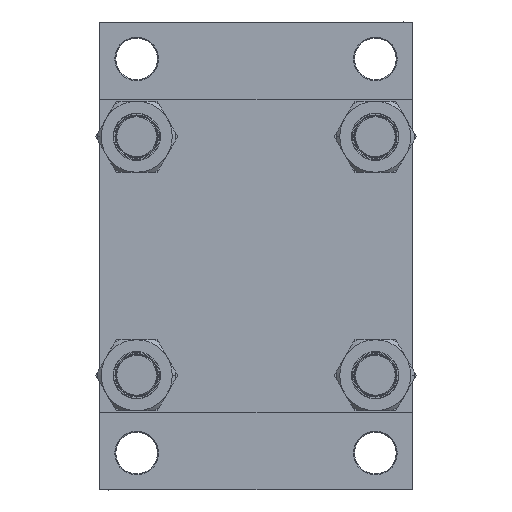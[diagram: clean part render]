
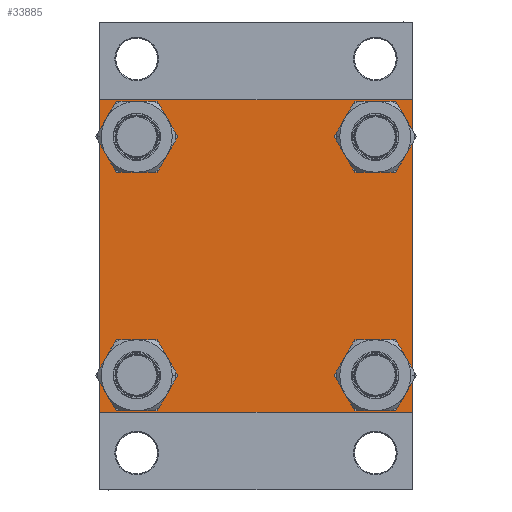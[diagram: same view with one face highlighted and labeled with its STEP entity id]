
A CAD part, left-side view. The second image highlights one B-rep face of the part: STEP entity #33885.
In plain terms, the highlighted planar face has unit normal (-1, 0, 0).
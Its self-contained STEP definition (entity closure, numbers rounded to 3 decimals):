
#229 = ORIENTED_EDGE ( 'NONE', *, *, #43002, .T. ) ;
#586 = LINE ( 'NONE', #33370, #18068 ) ;
#1165 = CARTESIAN_POINT ( 'NONE',  ( 0., 62.95, -74.45 ) ) ;
#1349 = CARTESIAN_POINT ( 'NONE',  ( 0., 82., -82.5 ) ) ;
#1442 = DIRECTION ( 'NONE',  ( 0., -0.707, -0.707 ) ) ;
#1520 = DIRECTION ( 'NONE',  ( 0., 0., 1. ) ) ;
#1741 = ORIENTED_EDGE ( 'NONE', *, *, #37118, .T. ) ;
#2116 = CARTESIAN_POINT ( 'NONE',  ( 0., -62.95, -62.95 ) ) ;
#2879 = VERTEX_POINT ( 'NONE', #31668 ) ;
#3026 = LINE ( 'NONE', #39677, #45729 ) ;
#3994 = CARTESIAN_POINT ( 'NONE',  ( 0., -62.95, 62.95 ) ) ;
#4208 = DIRECTION ( 'NONE',  ( 0., -0.707, 0.707 ) ) ;
#4289 = CARTESIAN_POINT ( 'NONE',  ( 0., 62.95, -62.95 ) ) ;
#4395 = ORIENTED_EDGE ( 'NONE', *, *, #5354, .T. ) ;
#4735 = CARTESIAN_POINT ( 'NONE',  ( 0., 62.95, 51.45 ) ) ;
#5354 = EDGE_CURVE ( 'NONE', #15900, #36012, #9818, .T. ) ;
#5357 = ORIENTED_EDGE ( 'NONE', *, *, #9979, .T. ) ;
#6135 = CARTESIAN_POINT ( 'NONE',  ( 0., 82.5, -82. ) ) ;
#6174 = DIRECTION ( 'NONE',  ( 0., 0., -1. ) ) ;
#6565 = AXIS2_PLACEMENT_3D ( 'NONE', #3994, #33629, #11469 ) ;
#6639 = EDGE_LOOP ( 'NONE', ( #47030, #41764 ) ) ;
#7318 = CIRCLE ( 'NONE', #19623, 11.5 ) ;
#7647 = EDGE_CURVE ( 'NONE', #41651, #26245, #32312, .T. ) ;
#8093 = DIRECTION ( 'NONE',  ( 0., 0., -1. ) ) ;
#8246 = EDGE_CURVE ( 'NONE', #32525, #26245, #586, .T. ) ;
#8582 = ORIENTED_EDGE ( 'NONE', *, *, #9688, .T. ) ;
#8604 = DIRECTION ( 'NONE',  ( 0., 0.707, -0.707 ) ) ;
#8770 = DIRECTION ( 'NONE',  ( 1., 0., 0. ) ) ;
#8772 = EDGE_LOOP ( 'NONE', ( #229, #5357 ) ) ;
#8883 = ORIENTED_EDGE ( 'NONE', *, *, #40462, .T. ) ;
#8899 = EDGE_CURVE ( 'NONE', #11870, #47513, #7318, .T. ) ;
#9688 = EDGE_CURVE ( 'NONE', #17540, #45957, #10413, .T. ) ;
#9818 = LINE ( 'NONE', #10284, #39536 ) ;
#9832 = DIRECTION ( 'NONE',  ( 1., 0., 0. ) ) ;
#9979 = EDGE_CURVE ( 'NONE', #16124, #34268, #27327, .T. ) ;
#10135 = EDGE_CURVE ( 'NONE', #14655, #34629, #34609, .T. ) ;
#10284 = CARTESIAN_POINT ( 'NONE',  ( 0., 82.5, -82.5 ) ) ;
#10413 = CIRCLE ( 'NONE', #31983, 11.5 ) ;
#11469 = DIRECTION ( 'NONE',  ( 0., 0., 1. ) ) ;
#11657 = CARTESIAN_POINT ( 'NONE',  ( 0., 62.95, 62.95 ) ) ;
#11789 = DIRECTION ( 'NONE',  ( 0., 0., 1. ) ) ;
#11870 = VERTEX_POINT ( 'NONE', #1165 ) ;
#12265 = DIRECTION ( 'NONE',  ( 0., 0., 1. ) ) ;
#12278 = FACE_BOUND ( 'NONE', #6639, .T. ) ;
#12312 = CARTESIAN_POINT ( 'NONE',  ( 0., -82., -82.5 ) ) ;
#12320 = CARTESIAN_POINT ( 'NONE',  ( 0., 82.5, 82. ) ) ;
#12373 = ORIENTED_EDGE ( 'NONE', *, *, #23575, .T. ) ;
#12450 = LINE ( 'NONE', #16076, #33648 ) ;
#12615 = CARTESIAN_POINT ( 'NONE',  ( 0., 82., 82.5 ) ) ;
#13697 = ORIENTED_EDGE ( 'NONE', *, *, #10135, .T. ) ;
#13851 = EDGE_CURVE ( 'NONE', #47513, #11870, #25172, .T. ) ;
#14148 = ORIENTED_EDGE ( 'NONE', *, *, #43940, .T. ) ;
#14655 = VERTEX_POINT ( 'NONE', #12320 ) ;
#15286 = VECTOR ( 'NONE', #1442, 1000. ) ;
#15398 = EDGE_LOOP ( 'NONE', ( #1741, #19610 ) ) ;
#15403 = FACE_BOUND ( 'NONE', #31434, .T. ) ;
#15900 = VERTEX_POINT ( 'NONE', #1349 ) ;
#16076 = CARTESIAN_POINT ( 'NONE',  ( 0., 82.25, 82.25 ) ) ;
#16124 = VERTEX_POINT ( 'NONE', #33121 ) ;
#16128 = CARTESIAN_POINT ( 'NONE',  ( 0., 0., 0. ) ) ;
#17073 = ORIENTED_EDGE ( 'NONE', *, *, #17560, .T. ) ;
#17540 = VERTEX_POINT ( 'NONE', #4735 ) ;
#17560 = EDGE_CURVE ( 'NONE', #32525, #14655, #12450, .T. ) ;
#17717 = VECTOR ( 'NONE', #4208, 1000. ) ;
#18037 = AXIS2_PLACEMENT_3D ( 'NONE', #11657, #8770, #1520 ) ;
#18062 = CARTESIAN_POINT ( 'NONE',  ( 0., -82.5, -82. ) ) ;
#18068 = VECTOR ( 'NONE', #18906, 1000. ) ;
#18256 = DIRECTION ( 'NONE',  ( 1., 0., 0. ) ) ;
#18906 = DIRECTION ( 'NONE',  ( 0., -1., 0. ) ) ;
#19142 = AXIS2_PLACEMENT_3D ( 'NONE', #41921, #23109, #12265 ) ;
#19610 = ORIENTED_EDGE ( 'NONE', *, *, #31410, .T. ) ;
#19623 = AXIS2_PLACEMENT_3D ( 'NONE', #25730, #18256, #32264 ) ;
#19822 = ORIENTED_EDGE ( 'NONE', *, *, #8246, .F. ) ;
#20472 = CARTESIAN_POINT ( 'NONE',  ( 0., -62.95, -74.45 ) ) ;
#21137 = CARTESIAN_POINT ( 'NONE',  ( 0., -82.5, 82. ) ) ;
#21293 = EDGE_CURVE ( 'NONE', #41651, #33740, #3026, .T. ) ;
#22053 = CARTESIAN_POINT ( 'NONE',  ( 0., -82.25, -82.25 ) ) ;
#22577 = CARTESIAN_POINT ( 'NONE',  ( 0., -82., 82.5 ) ) ;
#22890 = AXIS2_PLACEMENT_3D ( 'NONE', #16128, #30819, #11789 ) ;
#23109 = DIRECTION ( 'NONE',  ( 1., 0., 0. ) ) ;
#23575 = EDGE_CURVE ( 'NONE', #45957, #17540, #38081, .T. ) ;
#24349 = CIRCLE ( 'NONE', #39775, 11.5 ) ;
#25172 = CIRCLE ( 'NONE', #36732, 11.5 ) ;
#25606 = DIRECTION ( 'NONE',  ( 0., 0., 1. ) ) ;
#25730 = CARTESIAN_POINT ( 'NONE',  ( 0., 62.95, -62.95 ) ) ;
#25901 = CARTESIAN_POINT ( 'NONE',  ( 0., 62.95, -51.45 ) ) ;
#26152 = CIRCLE ( 'NONE', #40037, 11.5 ) ;
#26245 = VERTEX_POINT ( 'NONE', #22577 ) ;
#26554 = VERTEX_POINT ( 'NONE', #20472 ) ;
#26969 = PLANE ( 'NONE',  #22890 ) ;
#26994 = CARTESIAN_POINT ( 'NONE',  ( 0., 82.25, -82.25 ) ) ;
#27207 = EDGE_LOOP ( 'NONE', ( #13697, #8883, #4395, #14148, #28074, #36192, #19822, #17073 ) ) ;
#27327 = CIRCLE ( 'NONE', #6565, 11.5 ) ;
#27350 = CARTESIAN_POINT ( 'NONE',  ( 0., 82.5, 82.5 ) ) ;
#28074 = ORIENTED_EDGE ( 'NONE', *, *, #21293, .F. ) ;
#28682 = CARTESIAN_POINT ( 'NONE',  ( 0., -82.25, 82.25 ) ) ;
#30803 = DIRECTION ( 'NONE',  ( 0., 0., 1. ) ) ;
#30819 = DIRECTION ( 'NONE',  ( -1., 0., 0. ) ) ;
#31410 = EDGE_CURVE ( 'NONE', #26554, #2879, #24349, .T. ) ;
#31434 = EDGE_LOOP ( 'NONE', ( #12373, #8582 ) ) ;
#31668 = CARTESIAN_POINT ( 'NONE',  ( 0., -62.95, -51.45 ) ) ;
#31983 = AXIS2_PLACEMENT_3D ( 'NONE', #33439, #40464, #44559 ) ;
#32264 = DIRECTION ( 'NONE',  ( 0., 0., 1. ) ) ;
#32312 = LINE ( 'NONE', #28682, #38839 ) ;
#32525 = VERTEX_POINT ( 'NONE', #12615 ) ;
#32764 = VECTOR ( 'NONE', #8093, 1000. ) ;
#33121 = CARTESIAN_POINT ( 'NONE',  ( 0., -62.95, 51.45 ) ) ;
#33370 = CARTESIAN_POINT ( 'NONE',  ( 0., 82.5, 82.5 ) ) ;
#33439 = CARTESIAN_POINT ( 'NONE',  ( 0., 62.95, 62.95 ) ) ;
#33629 = DIRECTION ( 'NONE',  ( 1., 0., 0. ) ) ;
#33648 = VECTOR ( 'NONE', #8604, 1000. ) ;
#33721 = FACE_OUTER_BOUND ( 'NONE', #27207, .T. ) ;
#33740 = VERTEX_POINT ( 'NONE', #18062 ) ;
#33761 = CIRCLE ( 'NONE', #19142, 11.5 ) ;
#33885 = ADVANCED_FACE ( 'NONE', ( #34450, #45544, #12278, #15403, #33721 ), #26969, .T. ) ;
#34268 = VERTEX_POINT ( 'NONE', #36516 ) ;
#34450 = FACE_BOUND ( 'NONE', #8772, .T. ) ;
#34478 = LINE ( 'NONE', #26994, #15286 ) ;
#34609 = LINE ( 'NONE', #27350, #32764 ) ;
#34629 = VERTEX_POINT ( 'NONE', #6135 ) ;
#35760 = CARTESIAN_POINT ( 'NONE',  ( 0., -62.95, 62.95 ) ) ;
#36012 = VERTEX_POINT ( 'NONE', #12312 ) ;
#36192 = ORIENTED_EDGE ( 'NONE', *, *, #7647, .T. ) ;
#36516 = CARTESIAN_POINT ( 'NONE',  ( 0., -62.95, 74.45 ) ) ;
#36732 = AXIS2_PLACEMENT_3D ( 'NONE', #4289, #40711, #37074 ) ;
#37074 = DIRECTION ( 'NONE',  ( 0., 0., 1. ) ) ;
#37118 = EDGE_CURVE ( 'NONE', #2879, #26554, #33761, .T. ) ;
#38081 = CIRCLE ( 'NONE', #18037, 11.5 ) ;
#38839 = VECTOR ( 'NONE', #47506, 1000. ) ;
#39536 = VECTOR ( 'NONE', #43553, 1000. ) ;
#39677 = CARTESIAN_POINT ( 'NONE',  ( 0., -82.5, 82.5 ) ) ;
#39775 = AXIS2_PLACEMENT_3D ( 'NONE', #2116, #9832, #30803 ) ;
#40037 = AXIS2_PLACEMENT_3D ( 'NONE', #35760, #46864, #25606 ) ;
#40390 = LINE ( 'NONE', #22053, #17717 ) ;
#40462 = EDGE_CURVE ( 'NONE', #34629, #15900, #34478, .T. ) ;
#40464 = DIRECTION ( 'NONE',  ( 1., 0., 0. ) ) ;
#40711 = DIRECTION ( 'NONE',  ( 1., 0., 0. ) ) ;
#41651 = VERTEX_POINT ( 'NONE', #21137 ) ;
#41764 = ORIENTED_EDGE ( 'NONE', *, *, #8899, .T. ) ;
#41921 = CARTESIAN_POINT ( 'NONE',  ( 0., -62.95, -62.95 ) ) ;
#41970 = CARTESIAN_POINT ( 'NONE',  ( 0., 62.95, 74.45 ) ) ;
#43002 = EDGE_CURVE ( 'NONE', #34268, #16124, #26152, .T. ) ;
#43553 = DIRECTION ( 'NONE',  ( 0., -1., 0. ) ) ;
#43940 = EDGE_CURVE ( 'NONE', #36012, #33740, #40390, .T. ) ;
#44559 = DIRECTION ( 'NONE',  ( 0., 0., 1. ) ) ;
#45544 = FACE_BOUND ( 'NONE', #15398, .T. ) ;
#45729 = VECTOR ( 'NONE', #6174, 1000. ) ;
#45957 = VERTEX_POINT ( 'NONE', #41970 ) ;
#46864 = DIRECTION ( 'NONE',  ( 1., 0., 0. ) ) ;
#47030 = ORIENTED_EDGE ( 'NONE', *, *, #13851, .T. ) ;
#47506 = DIRECTION ( 'NONE',  ( 0., 0.707, 0.707 ) ) ;
#47513 = VERTEX_POINT ( 'NONE', #25901 ) ;
